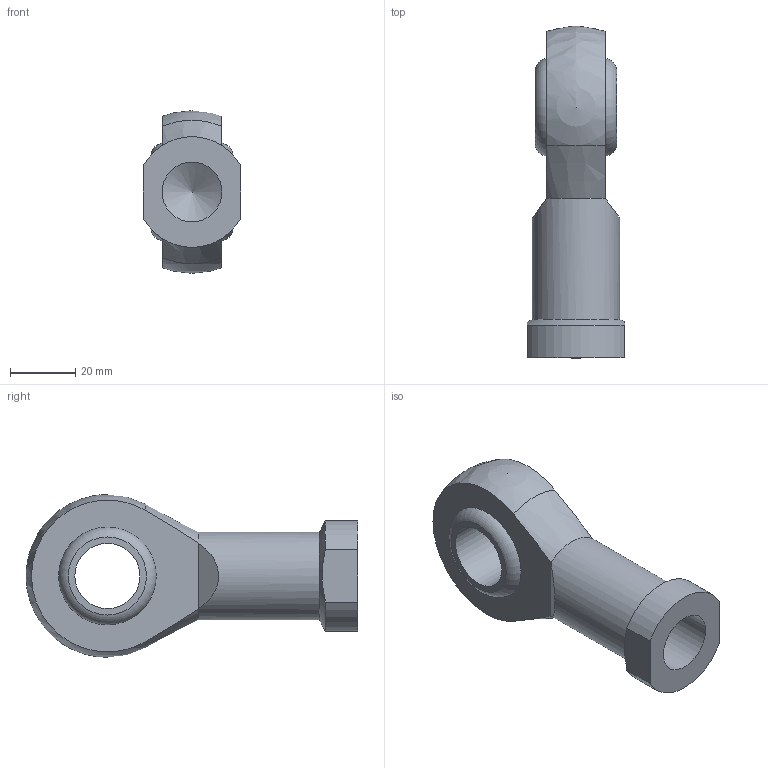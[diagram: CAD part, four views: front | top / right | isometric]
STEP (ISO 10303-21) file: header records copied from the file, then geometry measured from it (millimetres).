
FILE_DESCRIPTION(/* description */ (''),/* implementation_level */ '2;1');
FILE_NAME(/* name */ 'CAD_9211.stp',/* time_stamp */ '2017-10-24T09:53:28+02:00',/* author */ ('Hypex'),/* organization */ ('Hypex'),/* preprocessor_version */ 'ST-DEVELOPER v16.1',/* originating_system */ 'Autodesk Inventor 2016',/* authorisation */ '');
FILE_SCHEMA (('AUTOMOTIVE_DESIGN { 1 0 10303 214 3 1 1 }'));
Length unit declared in the file: millimetre
Products named in the file (1): CAD_9211
Bounding box: 30 x 101.99 x 50 mm (x, y, z)
Volume: 54736.4 mm3; surface area: 15050.1 mm2
Topology: 1 solids, 1 shells, 21 faces, 48 edges, 30 vertices
Faces by surface type: plane 9, cylinder 5, cone 4, torus 2, sphere 1
Full cylindrical faces by diameter (mm): 18.376 x1, 20 x1, 27 x1
Entity records: 532 total; most frequent: DIRECTION 94, CARTESIAN_POINT 94, ORIENTED_EDGE 70, AXIS2_PLACEMENT_3D 43, EDGE_CURVE 35, EDGE_LOOP 32, VERTEX_POINT 25, ADVANCED_FACE 21
